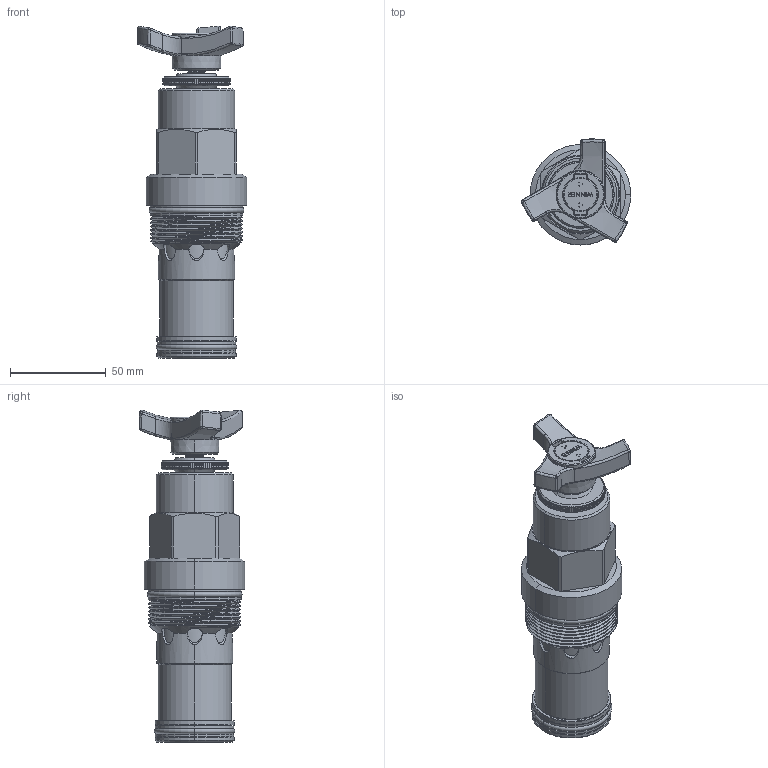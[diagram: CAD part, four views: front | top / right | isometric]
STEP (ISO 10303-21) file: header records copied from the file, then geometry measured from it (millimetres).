
FILE_DESCRIPTION (( 'STEP AP203' ), '1' );
FILE_NAME ('NV18A20-T.STEP', '2023-11-22T02:22:37', ( '' ), ( '' ), 'SwSTEP 2.0', 'SolidWorks 2018', '' );
FILE_SCHEMA (( 'CONFIG_CONTROL_DESIGN' ));
Length unit declared in the file: millimetre
Products named in the file (1): NV18A20-T
Bounding box: 57.05 x 55.16 x 172.93 mm (x, y, z)
Volume: 222791.3 mm3; surface area: 34020.4 mm2
Topology: 1 solids, 2 shells, 725 faces, 1925 edges, 1227 vertices
Faces by surface type: plane 325, cylinder 214, bspline 76, cone 51, sphere 36, torus 23
Entity records: 32501 total; most frequent: CARTESIAN_POINT 15722, ORIENTED_EDGE 3816, DIRECTION 3104, EDGE_CURVE 1908, VERTEX_POINT 1221, AXIS2_PLACEMENT_3D 1206, EDGE_LOOP 761, FACE_OUTER_BOUND 725
